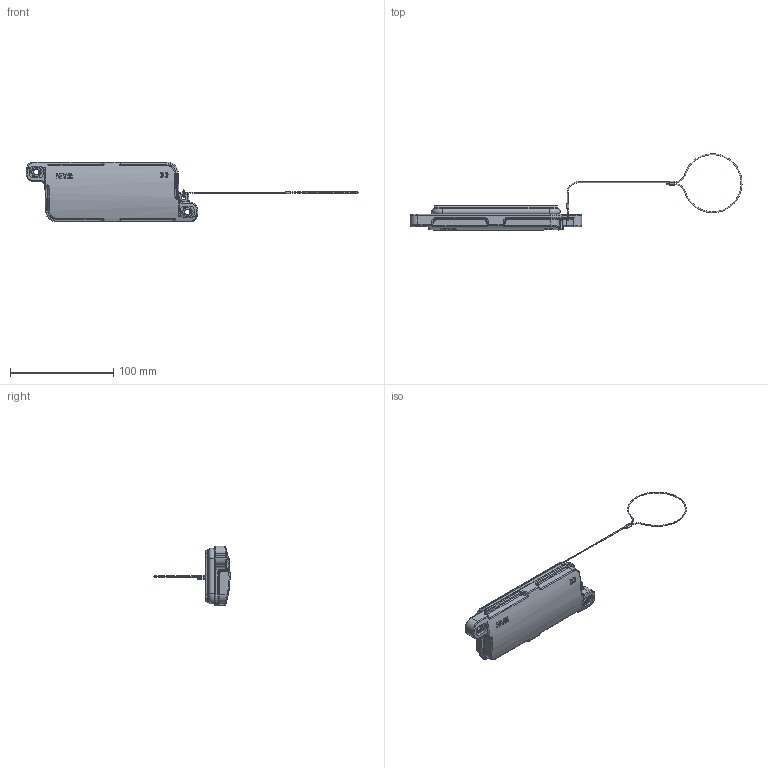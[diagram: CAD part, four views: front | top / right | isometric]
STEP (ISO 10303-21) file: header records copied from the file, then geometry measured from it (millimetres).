
FILE_DESCRIPTION(/* description */ (''),/* implementation_level */ '2;1');
FILE_NAME(/* name */ '3D_1136160208111_HP16B_H-MCV-2H_1_V1.1.stp',/* time_stamp */ '2024-01-23T09:43:36+08:00',/* author */ (''),/* organization */ (''),/* preprocessor_version */ 'ST-DEVELOPER v18.1',/* originating_system */ 'SIEMENS PLM Software NX 1980',/* authorisation */ '');
FILE_SCHEMA (('AP203_CONFIGURATION_CONTROLLED_3D_DESIGN_OF_MECHANICAL_PARTS_AND_ASSEMBLIES_MIM_LF { 1 0 10303 403 2 1 2}'));
Length unit declared in the file: millimetre
Products named in the file (1): temp1
Bounding box: 320.95 x 73.66 x 58 mm (x, y, z)
Volume: 51664.1 mm3; surface area: 35670.7 mm2
Topology: 1 solids, 1 shells, 452 faces, 1163 edges, 719 vertices
Faces by surface type: cylinder 158, plane 152, torus 68, bspline 40, cone 26, sphere 8
Entity records: 16019 total; most frequent: CARTESIAN_POINT 5659, ORIENTED_EDGE 2310, DIRECTION 1952, EDGE_CURVE 1155, AXIS2_PLACEMENT_3D 777, VERTEX_POINT 719, EDGE_LOOP 480, ADVANCED_FACE 452
